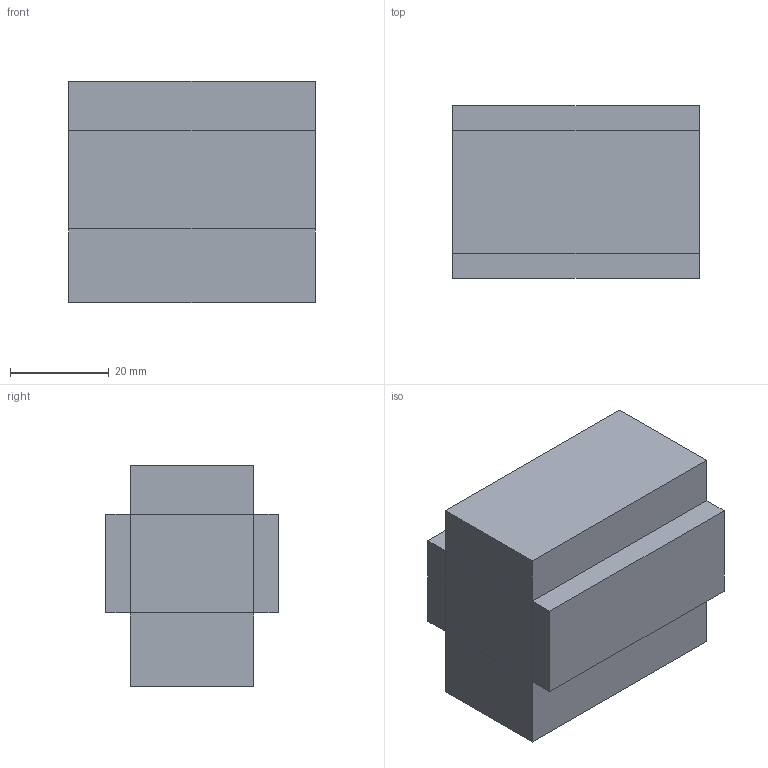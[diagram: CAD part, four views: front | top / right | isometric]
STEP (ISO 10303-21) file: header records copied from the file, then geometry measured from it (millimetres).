
FILE_DESCRIPTION(/* description */ (''),/* implementation_level */ '2;1');
FILE_NAME(/* name */ 'DisconnectedRegionWalls.step',/* time_stamp */ '2025-04-27T16:22:08-05:00',/* author */ (''),/* organization */ (''),/* preprocessor_version */ 'ST-DEVELOPER v20.1',/* originating_system */ 'Autodesk Translation Framework v14.4.0.0',/* authorisation */ '');
FILE_SCHEMA (('AUTOMOTIVE_DESIGN { 1 0 10303 214 3 1 1 }'));
Length unit declared in the file: millimetre
Products named in the file (6): DisconnectedRegionWalls; MainBody; BackBody; FrontBody; TopBody; BottomBody
Assembly tree (5 placements, depth 2):
  DisconnectedRegionWalls
    MainBody
    BackBody
    FrontBody
    TopBody
    BottomBody
Bounding box: 50 x 35 x 45 mm (x, y, z)
Volume: 66250 mm3; surface area: 19650 mm2
Topology: 5 solids, 5 shells, 30 faces, 60 edges, 40 vertices
Faces by surface type: plane 30
Entity records: 945 total; most frequent: DIRECTION 142, CARTESIAN_POINT 141, ORIENTED_EDGE 120, LINE 60, VECTOR 60, EDGE_CURVE 60, AXIS2_PLACEMENT_3D 41, VERTEX_POINT 40
